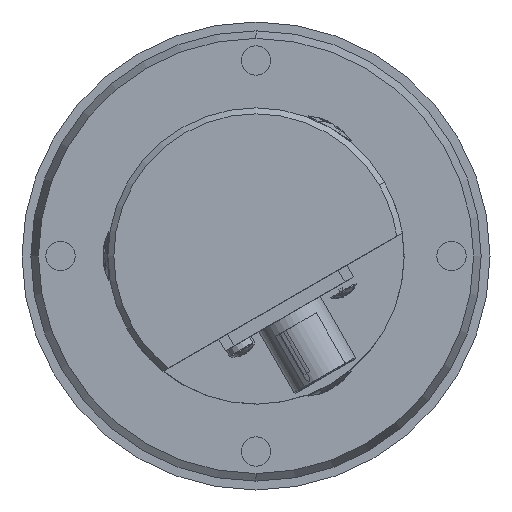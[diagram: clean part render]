
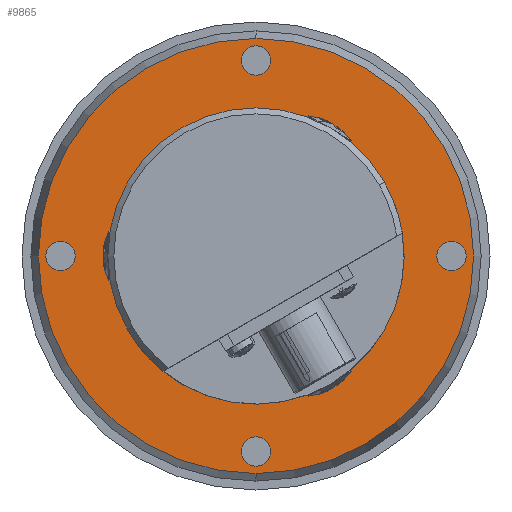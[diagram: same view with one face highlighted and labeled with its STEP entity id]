
A CAD part, left-side view. The second image highlights one B-rep face of the part: STEP entity #9865.
In plain terms, the highlighted planar face has unit normal (-1, 0, 0).
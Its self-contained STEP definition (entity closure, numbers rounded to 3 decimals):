
#240 = DIRECTION ( 'NONE',  ( 0., 0., 1. ) ) ;
#284 = CARTESIAN_POINT ( 'NONE',  ( 0., -33., 0. ) ) ;
#286 = DIRECTION ( 'NONE',  ( -1., 0., 0. ) ) ;
#287 = DIRECTION ( 'NONE',  ( 0., 0., 1. ) ) ;
#346 = CARTESIAN_POINT ( 'NONE',  ( 0., 0., -33. ) ) ;
#352 = DIRECTION ( 'NONE',  ( 0., 0., 1. ) ) ;
#353 = DIRECTION ( 'NONE',  ( -1., 0., 0. ) ) ;
#366 = CARTESIAN_POINT ( 'NONE',  ( 0., 33., 0. ) ) ;
#583 = CARTESIAN_POINT ( 'NONE',  ( 0., 0., 0. ) ) ;
#585 = DIRECTION ( 'NONE',  ( 1., 0., 0. ) ) ;
#586 = DIRECTION ( 'NONE',  ( 0., 0., -1. ) ) ;
#642 = DIRECTION ( 'NONE',  ( -1., 0., 0. ) ) ;
#681 = DIRECTION ( 'NONE',  ( 0., 0., 1. ) ) ;
#682 = DIRECTION ( 'NONE',  ( -1., 0., 0. ) ) ;
#685 = CARTESIAN_POINT ( 'NONE',  ( 0., 0., 33. ) ) ;
#839 = CARTESIAN_POINT ( 'NONE',  ( 0., 0., 0. ) ) ;
#840 = DIRECTION ( 'NONE',  ( -1., 0., 0. ) ) ;
#841 = DIRECTION ( 'NONE',  ( 0., 0., -1. ) ) ;
#1026 = EDGE_LOOP ( 'NONE', ( #6011, #6033 ) ) ;
#1048 = CIRCLE ( 'NONE', #7818, 2.5 ) ;
#1051 = CIRCLE ( 'NONE', #7789, 2.5 ) ;
#1142 = CIRCLE ( 'NONE', #8132, 36.726 ) ;
#1243 = EDGE_LOOP ( 'NONE', ( #6037, #6130 ) ) ;
#1273 = EDGE_LOOP ( 'NONE', ( #6143, #6049 ) ) ;
#1467 = EDGE_LOOP ( 'NONE', ( #6057, #6124 ) ) ;
#1486 = EDGE_LOOP ( 'NONE', ( #6146, #6126 ) ) ;
#1488 = EDGE_LOOP ( 'NONE', ( #6169, #6058 ) ) ;
#1747 = VERTEX_POINT ( 'NONE', #5634 ) ;
#1784 = VERTEX_POINT ( 'NONE', #5627 ) ;
#1804 = VERTEX_POINT ( 'NONE', #5618 ) ;
#1877 = VERTEX_POINT ( 'NONE', #5571 ) ;
#1951 = VERTEX_POINT ( 'NONE', #5497 ) ;
#1962 = VERTEX_POINT ( 'NONE', #5487 ) ;
#2498 = VERTEX_POINT ( 'NONE', #5029 ) ;
#2591 = VERTEX_POINT ( 'NONE', #4936 ) ;
#2595 = VERTEX_POINT ( 'NONE', #4931 ) ;
#2627 = VERTEX_POINT ( 'NONE', #5145 ) ;
#2634 = VERTEX_POINT ( 'NONE', #5053 ) ;
#2639 = VERTEX_POINT ( 'NONE', #5087 ) ;
#2732 = CIRCLE ( 'NONE', #9391, 36.726 ) ;
#2748 = CIRCLE ( 'NONE', #9418, 22. ) ;
#2807 = CIRCLE ( 'NONE', #7695, 2.5 ) ;
#2973 = CIRCLE ( 'NONE', #9569, 2.5 ) ;
#3014 = CIRCLE ( 'NONE', #8291, 2.5 ) ;
#3109 = CIRCLE ( 'NONE', #7749, 2.5 ) ;
#3132 = CIRCLE ( 'NONE', #8334, 22. ) ;
#3166 = CIRCLE ( 'NONE', #7735, 2.5 ) ;
#3199 = CIRCLE ( 'NONE', #7931, 2.5 ) ;
#4805 = FACE_OUTER_BOUND ( 'NONE', #1467, .T. ) ;
#4810 = FACE_BOUND ( 'NONE', #1273, .T. ) ;
#4816 = FACE_BOUND ( 'NONE', #1243, .T. ) ;
#4817 = FACE_BOUND ( 'NONE', #1026, .T. ) ;
#4819 = FACE_BOUND ( 'NONE', #1486, .T. ) ;
#4821 = FACE_BOUND ( 'NONE', #1488, .T. ) ;
#4931 = CARTESIAN_POINT ( 'NONE',  ( 0., 0., -35.5 ) ) ;
#4936 = CARTESIAN_POINT ( 'NONE',  ( 0., 0., -30.5 ) ) ;
#5029 = CARTESIAN_POINT ( 'NONE',  ( 0., 33., -2.5 ) ) ;
#5053 = CARTESIAN_POINT ( 'NONE',  ( 0., -33., -2.5 ) ) ;
#5087 = CARTESIAN_POINT ( 'NONE',  ( 0., 0., 30.5 ) ) ;
#5145 = CARTESIAN_POINT ( 'NONE',  ( 0., 0., 22. ) ) ;
#5475 = DIRECTION ( 'NONE',  ( 0., 0., -1. ) ) ;
#5487 = CARTESIAN_POINT ( 'NONE',  ( 0., 0., -22. ) ) ;
#5497 = CARTESIAN_POINT ( 'NONE',  ( 0., -33., 2.5 ) ) ;
#5510 = DIRECTION ( 'NONE',  ( -1., 0., 0. ) ) ;
#5540 = CARTESIAN_POINT ( 'NONE',  ( 0., 0., 0. ) ) ;
#5571 = CARTESIAN_POINT ( 'NONE',  ( 0., 33., 2.5 ) ) ;
#5618 = CARTESIAN_POINT ( 'NONE',  ( 0., 0., -36.726 ) ) ;
#5627 = CARTESIAN_POINT ( 'NONE',  ( 0., 0., 35.5 ) ) ;
#5634 = CARTESIAN_POINT ( 'NONE',  ( 0., 0., 36.726 ) ) ;
#6011 = ORIENTED_EDGE ( 'NONE', *, *, #8041, .F. ) ;
#6033 = ORIENTED_EDGE ( 'NONE', *, *, #8403, .F. ) ;
#6037 = ORIENTED_EDGE ( 'NONE', *, *, #8331, .T. ) ;
#6049 = ORIENTED_EDGE ( 'NONE', *, *, #8114, .F. ) ;
#6057 = ORIENTED_EDGE ( 'NONE', *, *, #7690, .T. ) ;
#6058 = ORIENTED_EDGE ( 'NONE', *, *, #7978, .F. ) ;
#6124 = ORIENTED_EDGE ( 'NONE', *, *, #8204, .T. ) ;
#6126 = ORIENTED_EDGE ( 'NONE', *, *, #7754, .F. ) ;
#6130 = ORIENTED_EDGE ( 'NONE', *, *, #8053, .T. ) ;
#6143 = ORIENTED_EDGE ( 'NONE', *, *, #7756, .F. ) ;
#6146 = ORIENTED_EDGE ( 'NONE', *, *, #8145, .F. ) ;
#6169 = ORIENTED_EDGE ( 'NONE', *, *, #8029, .F. ) ;
#6858 = DIRECTION ( 'NONE',  ( 0., 0., -1. ) ) ;
#6870 = DIRECTION ( 'NONE',  ( 1., 0., 0. ) ) ;
#6876 = CARTESIAN_POINT ( 'NONE',  ( 0., 0., 0. ) ) ;
#7318 = CARTESIAN_POINT ( 'NONE',  ( 0., 0., 0. ) ) ;
#7346 = PLANE ( 'NONE',  #9739 ) ;
#7359 = DIRECTION ( 'NONE',  ( 0., 0., -1. ) ) ;
#7360 = DIRECTION ( 'NONE',  ( 1., 0., 0. ) ) ;
#7690 = EDGE_CURVE ( 'NONE', #1804, #1747, #1142, .T. ) ;
#7695 = AXIS2_PLACEMENT_3D ( 'NONE', #284, #286, #287 ) ;
#7735 = AXIS2_PLACEMENT_3D ( 'NONE', #685, #682, #681 ) ;
#7749 = AXIS2_PLACEMENT_3D ( 'NONE', #346, #642, #240 ) ;
#7754 = EDGE_CURVE ( 'NONE', #2634, #1951, #1051, .T. ) ;
#7756 = EDGE_CURVE ( 'NONE', #1877, #2498, #1048, .T. ) ;
#7789 = AXIS2_PLACEMENT_3D ( 'NONE', #9067, #9017, #9018 ) ;
#7818 = AXIS2_PLACEMENT_3D ( 'NONE', #9021, #9022, #9023 ) ;
#7931 = AXIS2_PLACEMENT_3D ( 'NONE', #8766, #8585, #8584 ) ;
#7978 = EDGE_CURVE ( 'NONE', #2639, #1784, #3199, .T. ) ;
#8029 = EDGE_CURVE ( 'NONE', #1784, #2639, #3166, .T. ) ;
#8041 = EDGE_CURVE ( 'NONE', #2591, #2595, #3109, .T. ) ;
#8053 = EDGE_CURVE ( 'NONE', #2627, #1962, #3132, .T. ) ;
#8114 = EDGE_CURVE ( 'NONE', #2498, #1877, #3014, .T. ) ;
#8132 = AXIS2_PLACEMENT_3D ( 'NONE', #5540, #5510, #5475 ) ;
#8145 = EDGE_CURVE ( 'NONE', #1951, #2634, #2807, .T. ) ;
#8204 = EDGE_CURVE ( 'NONE', #1747, #1804, #2732, .T. ) ;
#8291 = AXIS2_PLACEMENT_3D ( 'NONE', #366, #353, #352 ) ;
#8331 = EDGE_CURVE ( 'NONE', #1962, #2627, #2748, .T. ) ;
#8334 = AXIS2_PLACEMENT_3D ( 'NONE', #583, #585, #586 ) ;
#8403 = EDGE_CURVE ( 'NONE', #2595, #2591, #2973, .T. ) ;
#8584 = DIRECTION ( 'NONE',  ( 0., 0., 1. ) ) ;
#8585 = DIRECTION ( 'NONE',  ( -1., 0., 0. ) ) ;
#8766 = CARTESIAN_POINT ( 'NONE',  ( 0., 0., 33. ) ) ;
#9017 = DIRECTION ( 'NONE',  ( -1., 0., 0. ) ) ;
#9018 = DIRECTION ( 'NONE',  ( 0., 0., 1. ) ) ;
#9021 = CARTESIAN_POINT ( 'NONE',  ( 0., 33., 0. ) ) ;
#9022 = DIRECTION ( 'NONE',  ( -1., 0., 0. ) ) ;
#9023 = DIRECTION ( 'NONE',  ( 0., 0., 1. ) ) ;
#9067 = CARTESIAN_POINT ( 'NONE',  ( 0., -33., 0. ) ) ;
#9391 = AXIS2_PLACEMENT_3D ( 'NONE', #839, #840, #841 ) ;
#9418 = AXIS2_PLACEMENT_3D ( 'NONE', #6876, #6870, #6858 ) ;
#9569 = AXIS2_PLACEMENT_3D ( 'NONE', #10227, #10228, #10229 ) ;
#9739 = AXIS2_PLACEMENT_3D ( 'NONE', #7318, #7360, #7359 ) ;
#9865 = ADVANCED_FACE ( 'NONE', ( #4805, #4817, #4819, #4821, #4810, #4816 ), #7346, .F. ) ;
#10227 = CARTESIAN_POINT ( 'NONE',  ( 0., 0., -33. ) ) ;
#10228 = DIRECTION ( 'NONE',  ( -1., 0., 0. ) ) ;
#10229 = DIRECTION ( 'NONE',  ( 0., 0., 1. ) ) ;
